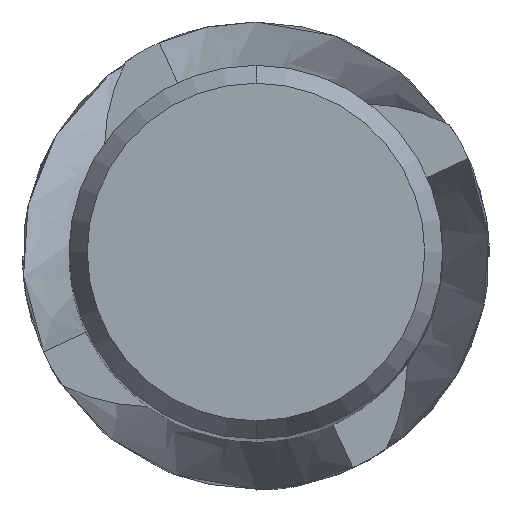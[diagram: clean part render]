
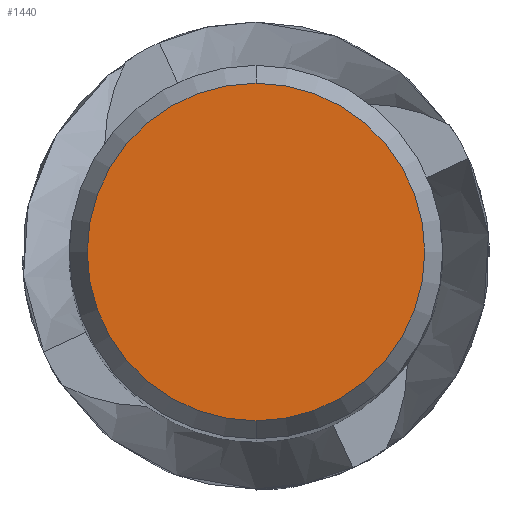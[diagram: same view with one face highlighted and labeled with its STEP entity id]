
A CAD part, top view. The second image highlights one B-rep face of the part: STEP entity #1440.
In plain terms, the highlighted planar face has unit normal (0, 0, 1).
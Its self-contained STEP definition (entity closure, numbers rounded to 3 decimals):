
#594=VERTEX_POINT('',#1584);
#830=EDGE_CURVE('',#1108,#594,#1834,.T.);
#1052=EDGE_CURVE('',#594,#1108,#2082,.T.);
#1108=VERTEX_POINT('',#2143);
#1440=ADVANCED_FACE('',(#2507),#2508,.T.);
#1584=CARTESIAN_POINT('',(0.,-5.423,0.0));
#1834=CIRCLE('',#4159,5.423);
#2082=CIRCLE('',#5082,5.423);
#2143=CARTESIAN_POINT('',(0.0,5.423,0.0));
#2507=FACE_OUTER_BOUND('',#8416,.T.);
#2508=PLANE('',#8417);
#4159=AXIS2_PLACEMENT_3D('',#8868,#8869,#8870);
#5082=AXIS2_PLACEMENT_3D('',#9172,#9173,#9174);
#8416=EDGE_LOOP('',(#9619,#9620));
#8417=AXIS2_PLACEMENT_3D('',#9621,#9622,#9623);
#8868=CARTESIAN_POINT('',(0.0,0.0,0.0));
#8869=DIRECTION('',(0.0,0.0,-1.0));
#8870=DIRECTION('',(0.0,1.0,0.0));
#9172=CARTESIAN_POINT('',(0.0,0.0,0.0));
#9173=DIRECTION('',(0.0,0.0,-1.0));
#9174=DIRECTION('',(0.0,1.0,0.0));
#9619=ORIENTED_EDGE('',*,*,#830,.F.);
#9620=ORIENTED_EDGE('',*,*,#1052,.F.);
#9621=CARTESIAN_POINT('',(0.0,2.711,0.0));
#9622=DIRECTION('',(-0.0,0.0,1.0));
#9623=DIRECTION('',(0.0,-1.0,0.0));
